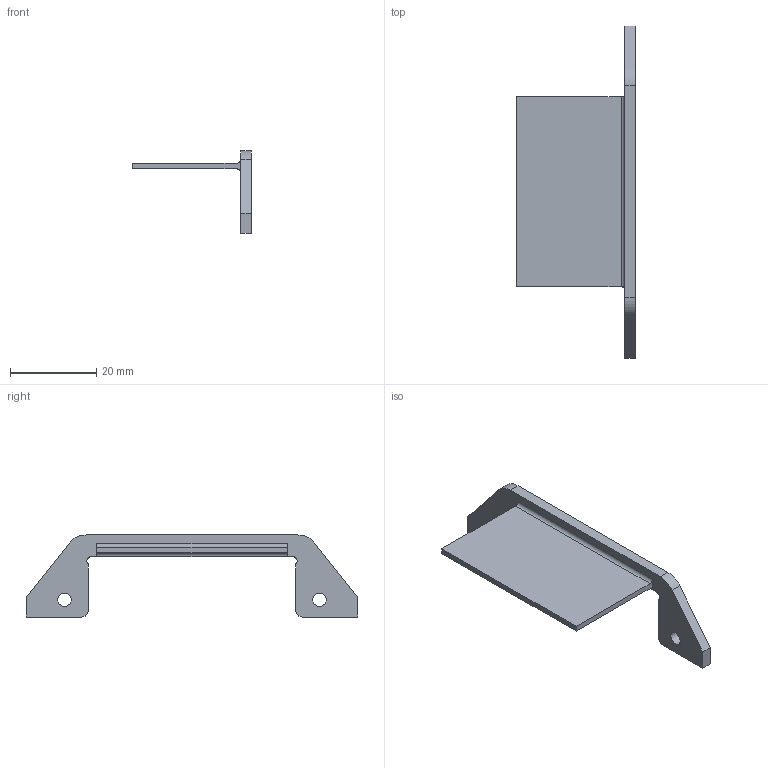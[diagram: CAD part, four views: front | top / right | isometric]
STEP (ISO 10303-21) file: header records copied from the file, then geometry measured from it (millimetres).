
FILE_DESCRIPTION(('FreeCAD Model'),'2;1');
FILE_NAME('Open CASCADE Shape Model','2023-07-02T10:58:01',(''),(''), 'Open CASCADE STEP processor 7.6','FreeCAD','Unknown');
FILE_SCHEMA(('AUTOMOTIVE_DESIGN { 1 0 10303 214 1 1 1 1 }'));
Length unit declared in the file: millimetre
Products named in the file (1): Transverse bar
Bounding box: 27.5 x 76.8 x 19 mm (x, y, z)
Volume: 3006.7 mm3; surface area: 3999.2 mm2
Topology: 1 solids, 1 shells, 28 faces, 76 edges, 50 vertices
Faces by surface type: plane 18, cylinder 10
Full cylindrical faces by diameter (mm): 3.1 x2
Entity records: 1914 total; most frequent: CARTESIAN_POINT 331, DIRECTION 302, LINE 188, VECTOR 188, ORIENTED_EDGE 152, PCURVE 152, DEFINITIONAL_REPRESENTATION 152, EDGE_CURVE 76
